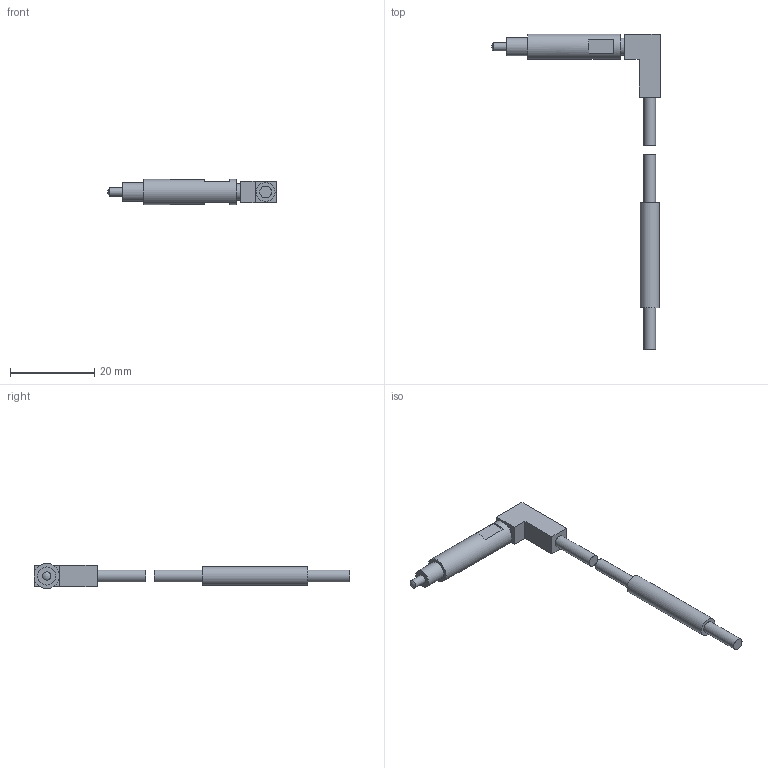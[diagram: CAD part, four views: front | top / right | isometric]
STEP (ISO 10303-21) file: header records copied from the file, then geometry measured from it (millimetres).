
FILE_DESCRIPTION (( 'STEP AP214' ), '1' );
FILE_NAME ('CS065A-LR.STEP', '2019-05-17T18:02:17', ( '' ), ( '' ), 'SwSTEP 2.0', 'SolidWorks 2018', '' );
FILE_SCHEMA (( 'AUTOMOTIVE_DESIGN' ));
Length unit declared in the file: inch
Products named in the file (1): CS065A-LR
Bounding box: 39.99 x 75 x 6 mm (x, y, z)
Volume: 1784.9 mm3; surface area: 1650.9 mm2
Topology: 2 solids, 2 shells, 31 faces, 56 edges, 38 vertices
Faces by surface type: plane 22, cylinder 8, sphere 1
Full cylindrical faces by diameter (mm): 2 x1, 2.8 x3, 4 x1, 4.3 x1, 4.5 x1, 6 x1
Entity records: 759 total; most frequent: DIRECTION 130, CARTESIAN_POINT 114, ORIENTED_EDGE 92, AXIS2_PLACEMENT_3D 52, EDGE_LOOP 48, EDGE_CURVE 46, FACE_OUTER_BOUND 39, VERTEX_POINT 36
